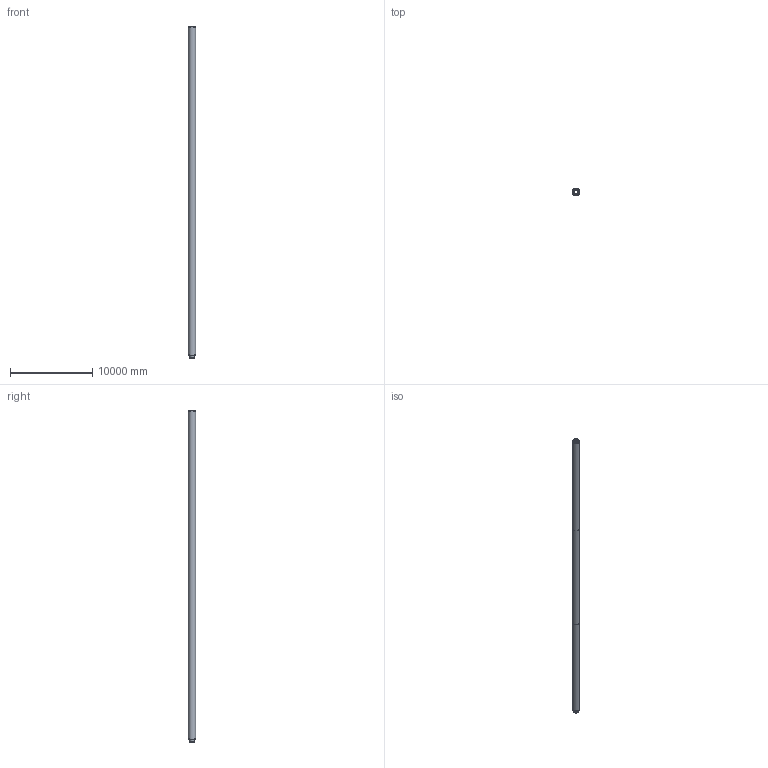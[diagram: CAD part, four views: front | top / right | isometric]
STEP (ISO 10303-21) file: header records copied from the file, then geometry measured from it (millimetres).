
FILE_DESCRIPTION(/* description */ (''),/* implementation_level */ '2;1');
FILE_NAME(/* name */ '58019.050X_3D.stp',/* time_stamp */ '2024-12-12T09:32:25+01:00',/* author */ ('CAD'),/* organization */ (''),/* preprocessor_version */ 'ST-DEVELOPER v20',/* originating_system */ 'AutoCAD Mechanical',/* authorisation */ '');
FILE_SCHEMA (('AUTOMOTIVE_DESIGN { 1 0 10303 214 3 1 1 }'));
Length unit declared in the file: centimetre
Products named in the file (2): Product; *S0
Assembly tree (1 placements, depth 2):
  Product
    *S0
Bounding box: 890 x 890 x 40380 mm (x, y, z)
Volume: 17044984397.6 mm3; surface area: 532007986.5 mm2
Topology: 7 solids, 7 shells, 215 faces, 589 edges, 384 vertices
Faces by surface type: cylinder 168, plane 19, torus 11, cone 10, bspline 7
Full cylindrical faces by diameter (mm): 95 x16, 500 x1, 530 x2, 560 x1, 590 x2, 600 x1, 630 x2, 770 x1, 858 x3, 890 x2
Entity records: 7387 total; most frequent: DIRECTION 1411, CARTESIAN_POINT 1373, ORIENTED_EDGE 1176, AXIS2_PLACEMENT_3D 611, EDGE_CURVE 588, CIRCLE 400, VERTEX_POINT 382, EDGE_LOOP 272
